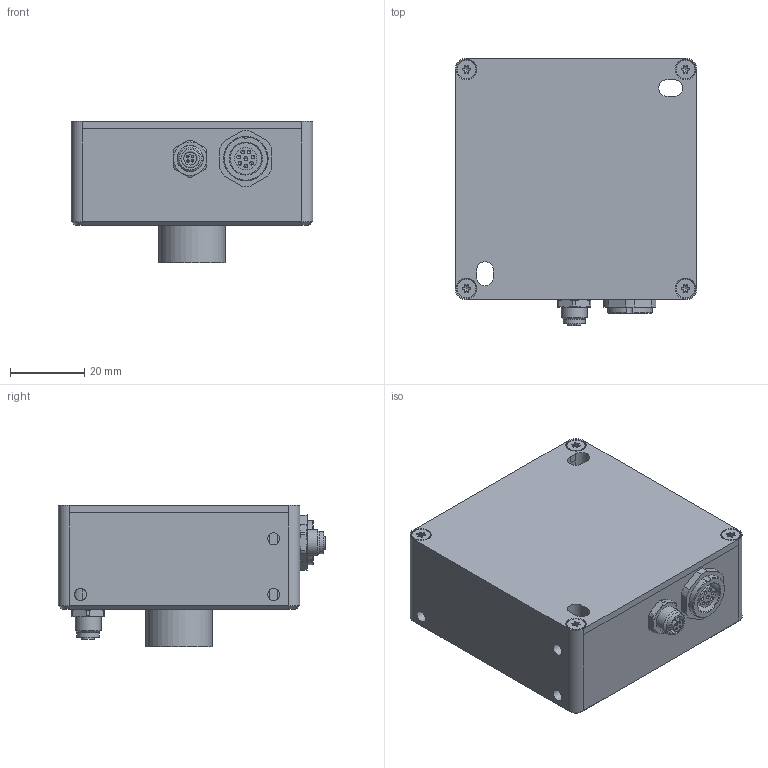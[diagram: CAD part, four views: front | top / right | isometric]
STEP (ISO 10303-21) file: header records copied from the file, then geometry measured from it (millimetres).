
FILE_DESCRIPTION(/* description */ (''),/* implementation_level */ '2;1');
FILE_NAME(/* name */ 'OK630181.stp',/* time_stamp */ '2016-10-07T14:23:30+02:00',/* author */ ('mitarbeiter'),/* organization */ (''),/* preprocessor_version */ 'ST-DEVELOPER v15.2',/* originating_system */ 'Autodesk Inventor 2014',/* authorisation */ '');
FILE_SCHEMA (('AUTOMOTIVE_DESIGN { 1 0 10303 214 3 1 1 }'));
Length unit declared in the file: millimetre
Products named in the file (1): OK630181
Bounding box: 65 x 72 x 38 mm (x, y, z)
Volume: 118710 mm3; surface area: 19604.7 mm2
Topology: 1 solids, 8 shells, 370 faces, 930 edges, 605 vertices
Faces by surface type: cylinder 150, plane 146, cone 66, torus 6, sphere 2
Full cylindrical faces by diameter (mm): 0.5 x8, 1 x8, 2.013 x4, 2.5 x4, 2.8 x2, 2.9 x4, 3 x2, 3.242 x6, 4 x2, 5 x6, 6 x5, 7 x2, 7.05 x2, 7.6 x2, 8.5 x1, 18 x1
Entity records: 10915 total; most frequent: CARTESIAN_POINT 2875, DIRECTION 1644, ORIENTED_EDGE 1566, EDGE_CURVE 783, AXIS2_PLACEMENT_3D 672, VERTEX_POINT 560, EDGE_LOOP 515, FACE_OUTER_BOUND 370
